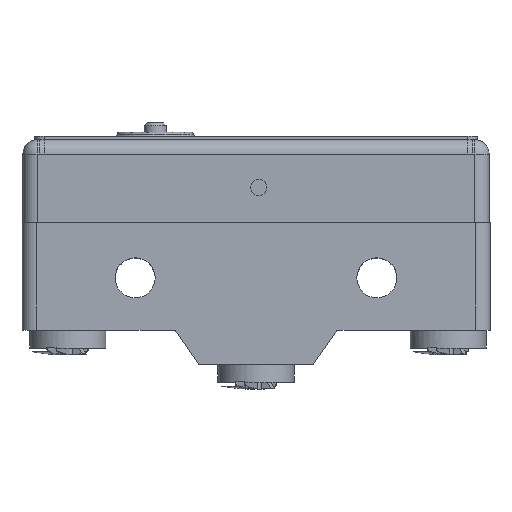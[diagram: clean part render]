
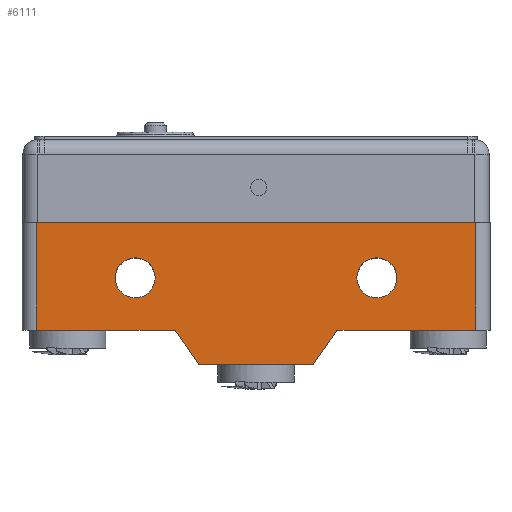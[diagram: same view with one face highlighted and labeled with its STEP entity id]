
A CAD part, top view. The second image highlights one B-rep face of the part: STEP entity #6111.
In plain terms, the highlighted planar face has unit normal (0, 0, 1).
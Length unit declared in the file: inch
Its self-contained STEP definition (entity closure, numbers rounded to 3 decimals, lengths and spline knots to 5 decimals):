
#47 = CARTESIAN_POINT ( 'NONE',  ( 0.90945, 0.14173, 0.3435 ) ) ;
#410 = VERTEX_POINT ( 'NONE', #5871 ) ;
#710 = EDGE_CURVE ( 'NONE', #18095, #14948, #2686, .T. ) ;
#877 = VECTOR ( 'NONE', #14618, 39.37008 ) ;
#1030 = EDGE_CURVE ( 'NONE', #14881, #18095, #2661, .T. ) ;
#1521 = VECTOR ( 'NONE', #5931, 39.37008 ) ;
#1683 = ORIENTED_EDGE ( 'NONE', *, *, #5792, .F. ) ;
#1780 = CARTESIAN_POINT ( 'NONE',  ( -0.5, 0.35827, 0.3435 ) ) ;
#1994 = EDGE_LOOP ( 'NONE', ( #5154, #10327, #3286, #8886, #12077, #3219, #16598, #10899 ) ) ;
#2513 = DIRECTION ( 'NONE',  ( 1., 0., 0. ) ) ;
#2661 = LINE ( 'NONE', #8964, #4543 ) ;
#2686 = LINE ( 'NONE', #16125, #3850 ) ;
#2785 = LINE ( 'NONE', #7291, #18662 ) ;
#3185 = DIRECTION ( 'NONE',  ( 0., 0., 1. ) ) ;
#3219 = ORIENTED_EDGE ( 'NONE', *, *, #14438, .T. ) ;
#3286 = ORIENTED_EDGE ( 'NONE', *, *, #1030, .F. ) ;
#3787 = CIRCLE ( 'NONE', #13164, 0.08268 ) ;
#3850 = VECTOR ( 'NONE', #8600, 39.37008 ) ;
#3966 = DIRECTION ( 'NONE',  ( 0., 0., 1. ) ) ;
#4543 = VECTOR ( 'NONE', #7345, 39.37008 ) ;
#4782 = CARTESIAN_POINT ( 'NONE',  ( 0.9685, 0.14173, 0.3435 ) ) ;
#5154 = ORIENTED_EDGE ( 'NONE', *, *, #16596, .F. ) ;
#5201 = CARTESIAN_POINT ( 'NONE',  ( 0.9685, 0.14173, 0.3435 ) ) ;
#5792 = EDGE_CURVE ( 'NONE', #9157, #9157, #8004, .T. ) ;
#5844 = DIRECTION ( 'NONE',  ( -0.569, 0.823, 0. ) ) ;
#5871 = CARTESIAN_POINT ( 'NONE',  ( -0.33418, 0.14173, 0.3435 ) ) ;
#5931 = DIRECTION ( 'NONE',  ( 0., -1., 0. ) ) ;
#6111 = ADVANCED_FACE ( 'NONE', ( #6762, #18833, #13747 ), #14456, .F. ) ;
#6383 = LINE ( 'NONE', #11360, #877 ) ;
#6588 = VERTEX_POINT ( 'NONE', #17482 ) ;
#6665 = CARTESIAN_POINT ( 'NONE',  ( -0.90945, 0.14173, 0.3435 ) ) ;
#6762 = FACE_BOUND ( 'NONE', #13309, .T. ) ;
#7291 = CARTESIAN_POINT ( 'NONE',  ( -1.04331, 0.58661, 0.3435 ) ) ;
#7345 = DIRECTION ( 'NONE',  ( -0.572, -0.82, 0. ) ) ;
#7476 = VERTEX_POINT ( 'NONE', #9487 ) ;
#7829 = EDGE_CURVE ( 'NONE', #7476, #7476, #3787, .T. ) ;
#7925 = DIRECTION ( 'NONE',  ( -1., 0., 0. ) ) ;
#8004 = CIRCLE ( 'NONE', #8865, 0.08268 ) ;
#8278 = ORIENTED_EDGE ( 'NONE', *, *, #7829, .F. ) ;
#8600 = DIRECTION ( 'NONE',  ( -1., 0., 0. ) ) ;
#8865 = AXIS2_PLACEMENT_3D ( 'NONE', #1780, #3185, #12284 ) ;
#8886 = ORIENTED_EDGE ( 'NONE', *, *, #12514, .F. ) ;
#8964 = CARTESIAN_POINT ( 'NONE',  ( 0.33511, 0.14173, 0.3435 ) ) ;
#9157 = VERTEX_POINT ( 'NONE', #9286 ) ;
#9286 = CARTESIAN_POINT ( 'NONE',  ( -0.41732, 0.35827, 0.3435 ) ) ;
#9487 = CARTESIAN_POINT ( 'NONE',  ( 0.58268, 0.35827, 0.3435 ) ) ;
#9758 = EDGE_LOOP ( 'NONE', ( #8278 ) ) ;
#10327 = ORIENTED_EDGE ( 'NONE', *, *, #710, .F. ) ;
#10341 = CARTESIAN_POINT ( 'NONE',  ( 0.23622, 0., 0.3435 ) ) ;
#10379 = CARTESIAN_POINT ( 'NONE',  ( 0.90945, 0.14173, 0.3435 ) ) ;
#10415 = CARTESIAN_POINT ( 'NONE',  ( 0.33511, 0.14173, 0.3435 ) ) ;
#10899 = ORIENTED_EDGE ( 'NONE', *, *, #15606, .F. ) ;
#11360 = CARTESIAN_POINT ( 'NONE',  ( -0.90945, 0.14173, 0.3435 ) ) ;
#11452 = DIRECTION ( 'NONE',  ( -1., 0., 0. ) ) ;
#12077 = ORIENTED_EDGE ( 'NONE', *, *, #19357, .F. ) ;
#12188 = VECTOR ( 'NONE', #7925, 39.37008 ) ;
#12284 = DIRECTION ( 'NONE',  ( 1., 0., 0. ) ) ;
#12514 = EDGE_CURVE ( 'NONE', #15450, #14881, #16088, .T. ) ;
#12802 = LINE ( 'NONE', #10379, #1521 ) ;
#13164 = AXIS2_PLACEMENT_3D ( 'NONE', #14741, #3966, #2513 ) ;
#13245 = CARTESIAN_POINT ( 'NONE',  ( 0.9685, 0.14173, 0.3435 ) ) ;
#13309 = EDGE_LOOP ( 'NONE', ( #1683 ) ) ;
#13378 = VECTOR ( 'NONE', #5844, 39.37008 ) ;
#13625 = LINE ( 'NONE', #18053, #13378 ) ;
#13747 = FACE_BOUND ( 'NONE', #9758, .T. ) ;
#14010 = EDGE_CURVE ( 'NONE', #14795, #6588, #6383, .T. ) ;
#14051 = CARTESIAN_POINT ( 'NONE',  ( 0.90945, 0.58661, 0.3435 ) ) ;
#14169 = VERTEX_POINT ( 'NONE', #14051 ) ;
#14438 = EDGE_CURVE ( 'NONE', #14169, #6588, #2785, .T. ) ;
#14456 = PLANE ( 'NONE',  #17256 ) ;
#14618 = DIRECTION ( 'NONE',  ( 0., 1., 0. ) ) ;
#14741 = CARTESIAN_POINT ( 'NONE',  ( 0.5, 0.35827, 0.3435 ) ) ;
#14795 = VERTEX_POINT ( 'NONE', #6665 ) ;
#14846 = DIRECTION ( 'NONE',  ( -1., 0., 0. ) ) ;
#14881 = VERTEX_POINT ( 'NONE', #10415 ) ;
#14948 = VERTEX_POINT ( 'NONE', #18634 ) ;
#15450 = VERTEX_POINT ( 'NONE', #47 ) ;
#15606 = EDGE_CURVE ( 'NONE', #410, #14795, #17169, .T. ) ;
#16088 = LINE ( 'NONE', #4782, #12188 ) ;
#16125 = CARTESIAN_POINT ( 'NONE',  ( 0.9685, 0., 0.3435 ) ) ;
#16578 = DIRECTION ( 'NONE',  ( -1., 0., 0. ) ) ;
#16596 = EDGE_CURVE ( 'NONE', #14948, #410, #13625, .T. ) ;
#16598 = ORIENTED_EDGE ( 'NONE', *, *, #14010, .F. ) ;
#16927 = VECTOR ( 'NONE', #16578, 39.37008 ) ;
#17169 = LINE ( 'NONE', #13245, #16927 ) ;
#17256 = AXIS2_PLACEMENT_3D ( 'NONE', #5201, #19107, #11452 ) ;
#17482 = CARTESIAN_POINT ( 'NONE',  ( -0.90945, 0.58661, 0.3435 ) ) ;
#18053 = CARTESIAN_POINT ( 'NONE',  ( -0.23622, 0., 0.3435 ) ) ;
#18095 = VERTEX_POINT ( 'NONE', #10341 ) ;
#18634 = CARTESIAN_POINT ( 'NONE',  ( -0.23622, 0., 0.3435 ) ) ;
#18662 = VECTOR ( 'NONE', #14846, 39.37008 ) ;
#18833 = FACE_OUTER_BOUND ( 'NONE', #1994, .T. ) ;
#19107 = DIRECTION ( 'NONE',  ( 0., 0., -1. ) ) ;
#19357 = EDGE_CURVE ( 'NONE', #14169, #15450, #12802, .T. ) ;
